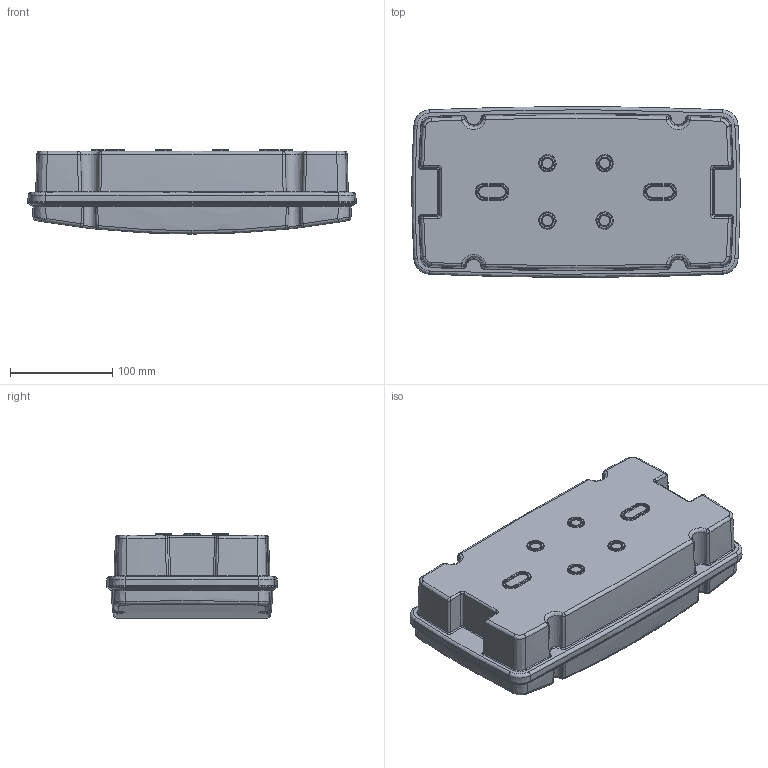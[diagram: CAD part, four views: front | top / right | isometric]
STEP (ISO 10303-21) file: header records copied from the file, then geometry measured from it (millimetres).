
FILE_DESCRIPTION (( 'STEP AP214' ), '1' );
FILE_NAME ('BLKH_GUARD_MAX.STEP', '2025-01-29T14:12:43', ( '' ), ( '' ), 'SwSTEP 2.0', 'SolidWorks 2022', '' );
FILE_SCHEMA (( 'AUTOMOTIVE_DESIGN' ));
Length unit declared in the file: millimetre
Products named in the file (1): BLKH_GUARD_MAX
Bounding box: 320.95 x 167 x 82.3 mm (x, y, z)
Volume: 393092.3 mm3; surface area: 358444.7 mm2
Topology: 2 solids, 2 shells, 900 faces, 2163 edges, 1264 vertices
Faces by surface type: bspline 601, cone 160, cylinder 66, plane 64, torus 9
Full cylindrical faces by diameter (mm): 11 x4, 16 x4
Entity records: 68051 total; most frequent: CARTESIAN_POINT 41965, ORIENTED_EDGE 4200, DIRECTION 2361, EDGE_CURVE 2100, VERTEX_POINT 1254, AXIS2_PLACEMENT_3D 1049, EDGE_LOOP 950, FACE_OUTER_BOUND 928
